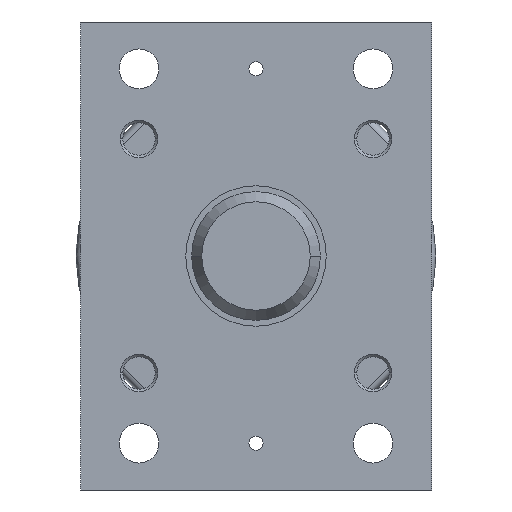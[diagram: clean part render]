
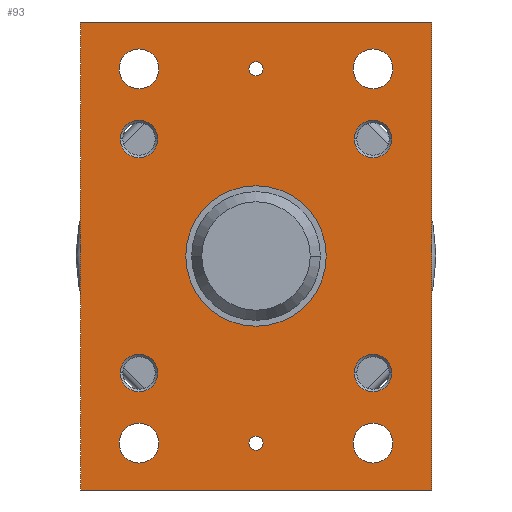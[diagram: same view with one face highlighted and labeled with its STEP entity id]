
A CAD part, left-side view. The second image highlights one B-rep face of the part: STEP entity #93.
In plain terms, the highlighted planar face has unit normal (-1, 0, 0).
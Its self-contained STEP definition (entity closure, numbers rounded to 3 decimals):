
#93=ADVANCED_FACE('',(#227,#228,#229,#230,#231,#232,#233,#234,#235,#236,#237,#238),#239,.F.);
#227=FACE_BOUND('',#403,.T.);
#228=FACE_BOUND('',#404,.T.);
#229=FACE_BOUND('',#405,.T.);
#230=FACE_BOUND('',#406,.T.);
#231=FACE_BOUND('',#407,.T.);
#232=FACE_BOUND('',#408,.T.);
#233=FACE_BOUND('',#409,.T.);
#234=FACE_BOUND('',#410,.T.);
#235=FACE_BOUND('',#411,.T.);
#236=FACE_BOUND('',#412,.T.);
#237=FACE_BOUND('',#413,.T.);
#238=FACE_OUTER_BOUND('',#414,.T.);
#239=PLANE('',#415);
#403=EDGE_LOOP('',(#832,#833));
#404=EDGE_LOOP('',(#834,#835));
#405=EDGE_LOOP('',(#836,#837));
#406=EDGE_LOOP('',(#838,#839));
#407=EDGE_LOOP('',(#840,#841));
#408=EDGE_LOOP('',(#842,#843));
#409=EDGE_LOOP('',(#844,#845));
#410=EDGE_LOOP('',(#846,#847));
#411=EDGE_LOOP('',(#848,#849));
#412=EDGE_LOOP('',(#850,#851));
#413=EDGE_LOOP('',(#852,#853));
#414=EDGE_LOOP('',(#854,#855,#856,#857));
#415=AXIS2_PLACEMENT_3D('',#858,#859,#860);
#832=ORIENTED_EDGE('',*,*,#1164,.T.);
#833=ORIENTED_EDGE('',*,*,#1190,.T.);
#834=ORIENTED_EDGE('',*,*,#1153,.T.);
#835=ORIENTED_EDGE('',*,*,#1192,.T.);
#836=ORIENTED_EDGE('',*,*,#1142,.T.);
#837=ORIENTED_EDGE('',*,*,#1194,.T.);
#838=ORIENTED_EDGE('',*,*,#1131,.T.);
#839=ORIENTED_EDGE('',*,*,#1196,.T.);
#840=ORIENTED_EDGE('',*,*,#1198,.T.);
#841=ORIENTED_EDGE('',*,*,#1124,.T.);
#842=ORIENTED_EDGE('',*,*,#1199,.T.);
#843=ORIENTED_EDGE('',*,*,#1120,.T.);
#844=ORIENTED_EDGE('',*,*,#1200,.T.);
#845=ORIENTED_EDGE('',*,*,#1116,.T.);
#846=ORIENTED_EDGE('',*,*,#1201,.T.);
#847=ORIENTED_EDGE('',*,*,#1112,.T.);
#848=ORIENTED_EDGE('',*,*,#1202,.T.);
#849=ORIENTED_EDGE('',*,*,#1108,.T.);
#850=ORIENTED_EDGE('',*,*,#1203,.T.);
#851=ORIENTED_EDGE('',*,*,#1104,.T.);
#852=ORIENTED_EDGE('',*,*,#1173,.T.);
#853=ORIENTED_EDGE('',*,*,#1172,.T.);
#854=ORIENTED_EDGE('',*,*,#1204,.T.);
#855=ORIENTED_EDGE('',*,*,#1205,.T.);
#856=ORIENTED_EDGE('',*,*,#1206,.T.);
#857=ORIENTED_EDGE('',*,*,#1207,.T.);
#858=CARTESIAN_POINT('',(-20.0,0.0,0.0));
#859=DIRECTION('',(1.0,0.0,0.));
#860=DIRECTION('',(0.,0.0,-1.0));
#1104=EDGE_CURVE('',#1317,#1321,#1323,.T.);
#1108=EDGE_CURVE('',#1325,#1329,#1331,.T.);
#1112=EDGE_CURVE('',#1333,#1337,#1339,.T.);
#1116=EDGE_CURVE('',#1341,#1345,#1347,.T.);
#1120=EDGE_CURVE('',#1349,#1353,#1355,.T.);
#1124=EDGE_CURVE('',#1357,#1361,#1363,.T.);
#1131=EDGE_CURVE('',#1372,#1374,#1376,.T.);
#1142=EDGE_CURVE('',#1391,#1393,#1395,.T.);
#1153=EDGE_CURVE('',#1410,#1412,#1414,.T.);
#1164=EDGE_CURVE('',#1429,#1431,#1433,.T.);
#1172=EDGE_CURVE('',#1441,#1445,#1447,.T.);
#1173=EDGE_CURVE('',#1445,#1441,#1448,.T.);
#1190=EDGE_CURVE('',#1431,#1429,#1469,.T.);
#1192=EDGE_CURVE('',#1412,#1410,#1471,.T.);
#1194=EDGE_CURVE('',#1393,#1391,#1473,.T.);
#1196=EDGE_CURVE('',#1374,#1372,#1475,.T.);
#1198=EDGE_CURVE('',#1361,#1357,#1477,.T.);
#1199=EDGE_CURVE('',#1353,#1349,#1478,.T.);
#1200=EDGE_CURVE('',#1345,#1341,#1479,.T.);
#1201=EDGE_CURVE('',#1337,#1333,#1480,.T.);
#1202=EDGE_CURVE('',#1329,#1325,#1481,.T.);
#1203=EDGE_CURVE('',#1321,#1317,#1482,.T.);
#1204=EDGE_CURVE('',#1483,#1484,#1485,.T.);
#1205=EDGE_CURVE('',#1484,#1486,#1487,.T.);
#1206=EDGE_CURVE('',#1486,#1488,#1489,.T.);
#1207=EDGE_CURVE('',#1488,#1483,#1490,.T.);
#1317=VERTEX_POINT('',#1628);
#1321=VERTEX_POINT('',#1633);
#1323=CIRCLE('',#1636,8.5);
#1325=VERTEX_POINT('',#1638);
#1329=VERTEX_POINT('',#1643);
#1331=CIRCLE('',#1646,8.5);
#1333=VERTEX_POINT('',#1648);
#1337=VERTEX_POINT('',#1653);
#1339=CIRCLE('',#1656,8.5);
#1341=VERTEX_POINT('',#1658);
#1345=VERTEX_POINT('',#1663);
#1347=CIRCLE('',#1666,8.5);
#1349=VERTEX_POINT('',#1668);
#1353=VERTEX_POINT('',#1673);
#1355=CIRCLE('',#1676,3.0);
#1357=VERTEX_POINT('',#1678);
#1361=VERTEX_POINT('',#1683);
#1363=CIRCLE('',#1686,3.0);
#1372=VERTEX_POINT('',#1697);
#1374=VERTEX_POINT('',#1700);
#1376=CIRCLE('',#1703,8.0);
#1391=VERTEX_POINT('',#1722);
#1393=VERTEX_POINT('',#1725);
#1395=CIRCLE('',#1728,8.0);
#1410=VERTEX_POINT('',#1747);
#1412=VERTEX_POINT('',#1750);
#1414=CIRCLE('',#1753,8.0);
#1429=VERTEX_POINT('',#1772);
#1431=VERTEX_POINT('',#1775);
#1433=CIRCLE('',#1778,8.0);
#1441=VERTEX_POINT('',#1788);
#1445=VERTEX_POINT('',#1793);
#1447=CIRCLE('',#1796,30.0);
#1448=CIRCLE('',#1797,30.0);
#1469=CIRCLE('',#1822,8.0);
#1471=CIRCLE('',#1824,8.0);
#1473=CIRCLE('',#1826,8.0);
#1475=CIRCLE('',#1828,8.0);
#1477=CIRCLE('',#1830,3.0);
#1478=CIRCLE('',#1831,3.0);
#1479=CIRCLE('',#1832,8.5);
#1480=CIRCLE('',#1833,8.5);
#1481=CIRCLE('',#1834,8.5);
#1482=CIRCLE('',#1835,8.5);
#1483=VERTEX_POINT('',#1836);
#1484=VERTEX_POINT('',#1837);
#1485=LINE('',#1838,#1839);
#1486=VERTEX_POINT('',#1840);
#1487=LINE('',#1841,#1842);
#1488=VERTEX_POINT('',#1843);
#1489=LINE('',#1844,#1845);
#1490=LINE('',#1846,#1847);
#1628=CARTESIAN_POINT('',(-20.0,-50.0,71.5));
#1633=CARTESIAN_POINT('',(-20.0,-50.0,88.5));
#1636=AXIS2_PLACEMENT_3D('',#2189,#2190,#2191);
#1638=CARTESIAN_POINT('',(-20.0,50.0,71.5));
#1643=CARTESIAN_POINT('',(-20.0,50.0,88.5));
#1646=AXIS2_PLACEMENT_3D('',#2197,#2198,#2199);
#1648=CARTESIAN_POINT('',(-20.0,-50.0,-88.5));
#1653=CARTESIAN_POINT('',(-20.0,-50.0,-71.5));
#1656=AXIS2_PLACEMENT_3D('',#2205,#2206,#2207);
#1658=CARTESIAN_POINT('',(-20.0,50.0,-88.5));
#1663=CARTESIAN_POINT('',(-20.0,50.0,-71.5));
#1666=AXIS2_PLACEMENT_3D('',#2213,#2214,#2215);
#1668=CARTESIAN_POINT('',(-20.0,0.,77.0));
#1673=CARTESIAN_POINT('',(-20.0,0.,83.0));
#1676=AXIS2_PLACEMENT_3D('',#2221,#2222,#2223);
#1678=CARTESIAN_POINT('',(-20.0,0.,-83.0));
#1683=CARTESIAN_POINT('',(-20.0,0.,-77.0));
#1686=AXIS2_PLACEMENT_3D('',#2229,#2230,#2231);
#1697=CARTESIAN_POINT('',(-20.0,-42.0,50.0));
#1700=CARTESIAN_POINT('',(-20.0,-58.0,50.0));
#1703=AXIS2_PLACEMENT_3D('',#2242,#2243,#2244);
#1722=CARTESIAN_POINT('',(-20.0,58.0,50.0));
#1725=CARTESIAN_POINT('',(-20.0,42.0,50.0));
#1728=AXIS2_PLACEMENT_3D('',#2263,#2264,#2265);
#1747=CARTESIAN_POINT('',(-20.0,-42.0,-50.0));
#1750=CARTESIAN_POINT('',(-20.0,-58.0,-50.0));
#1753=AXIS2_PLACEMENT_3D('',#2284,#2285,#2286);
#1772=CARTESIAN_POINT('',(-20.0,58.0,-50.0));
#1775=CARTESIAN_POINT('',(-20.0,42.0,-50.0));
#1778=AXIS2_PLACEMENT_3D('',#2305,#2306,#2307);
#1788=CARTESIAN_POINT('',(-20.0,0.,-30.0));
#1793=CARTESIAN_POINT('',(-20.0,0.,30.0));
#1796=AXIS2_PLACEMENT_3D('',#2321,#2322,#2323);
#1797=AXIS2_PLACEMENT_3D('',#2324,#2325,#2326);
#1822=AXIS2_PLACEMENT_3D('',#2367,#2368,#2369);
#1824=AXIS2_PLACEMENT_3D('',#2373,#2374,#2375);
#1826=AXIS2_PLACEMENT_3D('',#2379,#2380,#2381);
#1828=AXIS2_PLACEMENT_3D('',#2385,#2386,#2387);
#1830=AXIS2_PLACEMENT_3D('',#2391,#2392,#2393);
#1831=AXIS2_PLACEMENT_3D('',#2394,#2395,#2396);
#1832=AXIS2_PLACEMENT_3D('',#2397,#2398,#2399);
#1833=AXIS2_PLACEMENT_3D('',#2400,#2401,#2402);
#1834=AXIS2_PLACEMENT_3D('',#2403,#2404,#2405);
#1835=AXIS2_PLACEMENT_3D('',#2406,#2407,#2408);
#1836=CARTESIAN_POINT('',(-20.0,75.0,-100.0));
#1837=CARTESIAN_POINT('',(-20.0,-75.0,-100.0));
#1838=CARTESIAN_POINT('',(-20.0,0.0,-100.0));
#1839=VECTOR('',#2409,1.0);
#1840=CARTESIAN_POINT('',(-20.0,-75.0,100.0));
#1841=CARTESIAN_POINT('',(-20.0,-75.0,0.0));
#1842=VECTOR('',#2410,1.0);
#1843=CARTESIAN_POINT('',(-20.0,75.0,100.0));
#1844=CARTESIAN_POINT('',(-20.0,0.0,100.0));
#1845=VECTOR('',#2411,1.0);
#1846=CARTESIAN_POINT('',(-20.0,75.0,0.0));
#1847=VECTOR('',#2412,1.0);
#2189=CARTESIAN_POINT('',(-20.0,-50.0,80.0));
#2190=DIRECTION('',(1.0,0.0,0.));
#2191=DIRECTION('',(0.,0.0,-1.0));
#2197=CARTESIAN_POINT('',(-20.0,50.0,80.0));
#2198=DIRECTION('',(1.0,0.0,0.));
#2199=DIRECTION('',(0.,0.0,-1.0));
#2205=CARTESIAN_POINT('',(-20.0,-50.0,-80.0));
#2206=DIRECTION('',(1.0,0.0,0.));
#2207=DIRECTION('',(0.,0.0,-1.0));
#2213=CARTESIAN_POINT('',(-20.0,50.0,-80.0));
#2214=DIRECTION('',(1.0,0.0,0.));
#2215=DIRECTION('',(0.,0.0,-1.0));
#2221=CARTESIAN_POINT('',(-20.0,0.0,80.0));
#2222=DIRECTION('',(1.0,0.0,0.));
#2223=DIRECTION('',(0.,0.0,-1.0));
#2229=CARTESIAN_POINT('',(-20.0,0.0,-80.0));
#2230=DIRECTION('',(1.0,0.0,0.));
#2231=DIRECTION('',(0.,0.0,-1.0));
#2242=CARTESIAN_POINT('',(-20.0,-50.0,50.0));
#2243=DIRECTION('',(1.0,-0.0,0.));
#2244=DIRECTION('',(0.0,1.0,0.0));
#2263=CARTESIAN_POINT('',(-20.0,50.0,50.0));
#2264=DIRECTION('',(1.0,-0.0,0.));
#2265=DIRECTION('',(0.0,1.0,0.0));
#2284=CARTESIAN_POINT('',(-20.0,-50.0,-50.0));
#2285=DIRECTION('',(1.0,-0.0,0.));
#2286=DIRECTION('',(0.0,1.0,0.0));
#2305=CARTESIAN_POINT('',(-20.0,50.0,-50.0));
#2306=DIRECTION('',(1.0,-0.0,0.));
#2307=DIRECTION('',(0.0,1.0,0.0));
#2321=CARTESIAN_POINT('',(-20.0,0.0,0.0));
#2322=DIRECTION('',(1.0,0.0,0.));
#2323=DIRECTION('',(0.,0.0,-1.0));
#2324=CARTESIAN_POINT('',(-20.0,0.0,0.0));
#2325=DIRECTION('',(1.0,0.0,0.));
#2326=DIRECTION('',(0.,0.0,-1.0));
#2367=CARTESIAN_POINT('',(-20.0,50.0,-50.0));
#2368=DIRECTION('',(1.0,-0.0,0.));
#2369=DIRECTION('',(0.0,1.0,0.0));
#2373=CARTESIAN_POINT('',(-20.0,-50.0,-50.0));
#2374=DIRECTION('',(1.0,-0.0,0.));
#2375=DIRECTION('',(0.0,1.0,0.0));
#2379=CARTESIAN_POINT('',(-20.0,50.0,50.0));
#2380=DIRECTION('',(1.0,-0.0,0.));
#2381=DIRECTION('',(0.0,1.0,0.0));
#2385=CARTESIAN_POINT('',(-20.0,-50.0,50.0));
#2386=DIRECTION('',(1.0,-0.0,0.));
#2387=DIRECTION('',(0.0,1.0,0.0));
#2391=CARTESIAN_POINT('',(-20.0,0.0,-80.0));
#2392=DIRECTION('',(1.0,0.0,0.));
#2393=DIRECTION('',(0.,0.0,-1.0));
#2394=CARTESIAN_POINT('',(-20.0,0.0,80.0));
#2395=DIRECTION('',(1.0,0.0,0.));
#2396=DIRECTION('',(0.,0.0,-1.0));
#2397=CARTESIAN_POINT('',(-20.0,50.0,-80.0));
#2398=DIRECTION('',(1.0,0.0,0.));
#2399=DIRECTION('',(0.,0.0,-1.0));
#2400=CARTESIAN_POINT('',(-20.0,-50.0,-80.0));
#2401=DIRECTION('',(1.0,0.0,0.));
#2402=DIRECTION('',(0.,0.0,-1.0));
#2403=CARTESIAN_POINT('',(-20.0,50.0,80.0));
#2404=DIRECTION('',(1.0,0.0,0.));
#2405=DIRECTION('',(0.,0.0,-1.0));
#2406=CARTESIAN_POINT('',(-20.0,-50.0,80.0));
#2407=DIRECTION('',(1.0,0.0,0.));
#2408=DIRECTION('',(0.,0.0,-1.0));
#2409=DIRECTION('',(0.0,-1.0,0.0));
#2410=DIRECTION('',(0.,0.0,1.0));
#2411=DIRECTION('',(0.0,1.0,0.0));
#2412=DIRECTION('',(0.,0.0,-1.0));
